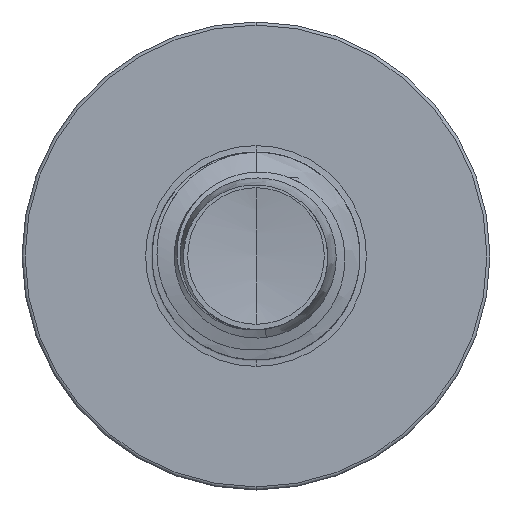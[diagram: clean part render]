
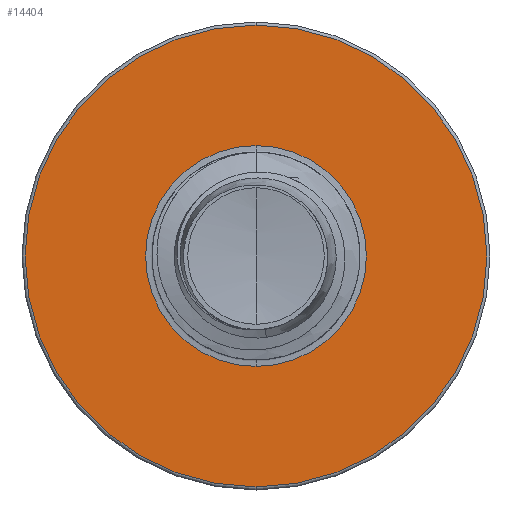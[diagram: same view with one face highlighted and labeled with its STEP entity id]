
A CAD part, front view. The second image highlights one B-rep face of the part: STEP entity #14404.
In plain terms, the highlighted planar face has unit normal (0, -1, 0).
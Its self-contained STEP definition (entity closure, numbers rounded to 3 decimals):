
#486 = AXIS2_PLACEMENT_3D ( 'NONE', #25287, #8133, #28167 ) ;
#856 = VERTEX_POINT ( 'NONE', #9630 ) ;
#964 = DIRECTION ( 'NONE',  ( 0., 1., 0. ) ) ;
#1245 = ORIENTED_EDGE ( 'NONE', *, *, #8628, .F. ) ;
#4843 = CIRCLE ( 'NONE', #15328, 6.66 ) ;
#5399 = ORIENTED_EDGE ( 'NONE', *, *, #24274, .F. ) ;
#6240 = CARTESIAN_POINT ( 'NONE',  ( 0., 20., 0. ) ) ;
#7570 = EDGE_LOOP ( 'NONE', ( #29350, #26088 ) ) ;
#8133 = DIRECTION ( 'NONE',  ( 0., 1., 0. ) ) ;
#8628 = EDGE_CURVE ( 'NONE', #24298, #29727, #35498, .T. ) ;
#8786 = CARTESIAN_POINT ( 'NONE',  ( 0., 20., -6.66 ) ) ;
#9132 = DIRECTION ( 'NONE',  ( 0., 0., 1. ) ) ;
#9630 = CARTESIAN_POINT ( 'NONE',  ( 0., 20., 3.186 ) ) ;
#10355 = DIRECTION ( 'NONE',  ( 0., 1., 0. ) ) ;
#11651 = CARTESIAN_POINT ( 'NONE',  ( 0., 20., 0. ) ) ;
#12668 = CARTESIAN_POINT ( 'NONE',  ( 0., 20., 6.66 ) ) ;
#13206 = EDGE_LOOP ( 'NONE', ( #5399, #1245 ) ) ;
#13908 = EDGE_CURVE ( 'NONE', #16096, #856, #23339, .T. ) ;
#14404 = ADVANCED_FACE ( 'NONE', ( #20646, #14812 ), #35284, .F. ) ;
#14514 = DIRECTION ( 'NONE',  ( 0., 0., 1. ) ) ;
#14812 = FACE_BOUND ( 'NONE', #7570, .T. ) ;
#15328 = AXIS2_PLACEMENT_3D ( 'NONE', #11651, #31672, #14514 ) ;
#16096 = VERTEX_POINT ( 'NONE', #34314 ) ;
#19083 = AXIS2_PLACEMENT_3D ( 'NONE', #29421, #964, #21013 ) ;
#20646 = FACE_OUTER_BOUND ( 'NONE', #13206, .T. ) ;
#21013 = DIRECTION ( 'NONE',  ( 0., 0., 1. ) ) ;
#23339 = CIRCLE ( 'NONE', #35186, 3.186 ) ;
#24274 = EDGE_CURVE ( 'NONE', #29727, #24298, #4843, .T. ) ;
#24298 = VERTEX_POINT ( 'NONE', #8786 ) ;
#24591 = AXIS2_PLACEMENT_3D ( 'NONE', #27508, #10355, #30369 ) ;
#25287 = CARTESIAN_POINT ( 'NONE',  ( 0., 20., 0. ) ) ;
#26088 = ORIENTED_EDGE ( 'NONE', *, *, #13908, .T. ) ;
#26282 = DIRECTION ( 'NONE',  ( 0., 1., 0. ) ) ;
#27508 = CARTESIAN_POINT ( 'NONE',  ( 0., 20., 0. ) ) ;
#28167 = DIRECTION ( 'NONE',  ( 0., 0., 1. ) ) ;
#29350 = ORIENTED_EDGE ( 'NONE', *, *, #36907, .T. ) ;
#29421 = CARTESIAN_POINT ( 'NONE',  ( 0., 20., -3.186 ) ) ;
#29727 = VERTEX_POINT ( 'NONE', #12668 ) ;
#30369 = DIRECTION ( 'NONE',  ( 0., 0., 1. ) ) ;
#31672 = DIRECTION ( 'NONE',  ( 0., 1., 0. ) ) ;
#34314 = CARTESIAN_POINT ( 'NONE',  ( 0., 20., -3.186 ) ) ;
#34834 = CIRCLE ( 'NONE', #486, 3.186 ) ;
#35186 = AXIS2_PLACEMENT_3D ( 'NONE', #6240, #26282, #9132 ) ;
#35284 = PLANE ( 'NONE',  #19083 ) ;
#35498 = CIRCLE ( 'NONE', #24591, 6.66 ) ;
#36907 = EDGE_CURVE ( 'NONE', #856, #16096, #34834, .T. ) ;
